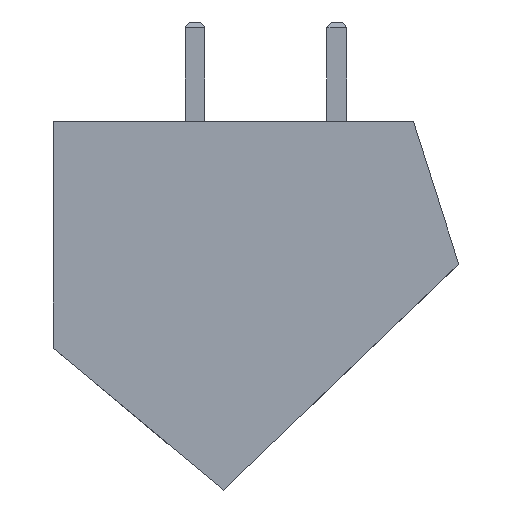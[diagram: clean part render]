
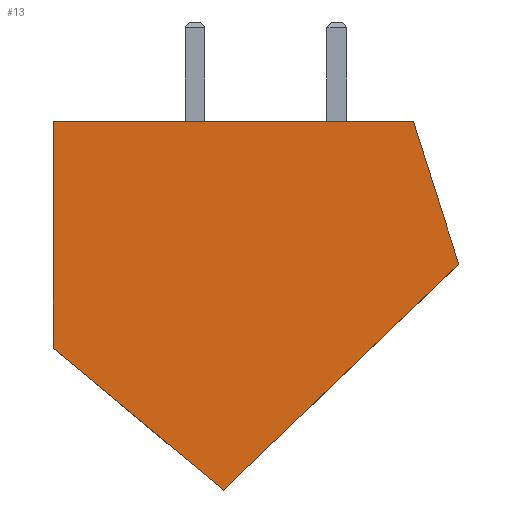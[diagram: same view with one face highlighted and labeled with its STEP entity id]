
A CAD part, left-side view. The second image highlights one B-rep face of the part: STEP entity #13.
In plain terms, the highlighted planar face has unit normal (-1, 0, 0).
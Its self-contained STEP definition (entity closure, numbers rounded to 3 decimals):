
#13 = ADVANCED_FACE ( 'NONE', ( #715 ), #593, .T. ) ;
#183 = DIRECTION ( 'NONE',  ( 0., 0.953, -0.303 ) ) ;
#295 = DIRECTION ( 'NONE',  ( -1., 0., 0. ) ) ;
#306 = LINE ( 'NONE', #606, #1357 ) ;
#363 = DIRECTION ( 'NONE',  ( 0., 0., -1. ) ) ;
#456 = CARTESIAN_POINT ( 'NONE',  ( -2.5, 0., 6.35 ) ) ;
#484 = VECTOR ( 'NONE', #974, 1000. ) ;
#493 = LINE ( 'NONE', #1626, #1751 ) ;
#500 = VERTEX_POINT ( 'NONE', #1711 ) ;
#567 = EDGE_CURVE ( 'NONE', #1695, #670, #1031, .T. ) ;
#593 = PLANE ( 'NONE',  #1083 ) ;
#606 = CARTESIAN_POINT ( 'NONE',  ( -2.5, 5.04, -7.95 ) ) ;
#670 = VERTEX_POINT ( 'NONE', #1073 ) ;
#672 = DIRECTION ( 'NONE',  ( 0., -0.64, 0.768 ) ) ;
#693 = EDGE_CURVE ( 'NONE', #670, #1253, #493, .T. ) ;
#715 = FACE_OUTER_BOUND ( 'NONE', #1136, .T. ) ;
#809 = CARTESIAN_POINT ( 'NONE',  ( -2.5, 8., 6.35 ) ) ;
#834 = ORIENTED_EDGE ( 'NONE', *, *, #1367, .F. ) ;
#841 = DIRECTION ( 'NONE',  ( 0., -1., 0. ) ) ;
#870 = CARTESIAN_POINT ( 'NONE',  ( -2.5, 13., 0.35 ) ) ;
#872 = EDGE_CURVE ( 'NONE', #1330, #1695, #944, .T. ) ;
#933 = ORIENTED_EDGE ( 'NONE', *, *, #693, .F. ) ;
#944 = LINE ( 'NONE', #809, #1205 ) ;
#974 = DIRECTION ( 'NONE',  ( 0., 0.692, 0.722 ) ) ;
#1008 = DIRECTION ( 'NONE',  ( 0., 0., 1. ) ) ;
#1024 = VECTOR ( 'NONE', #841, 1000. ) ;
#1031 = LINE ( 'NONE', #456, #1024 ) ;
#1069 = ORIENTED_EDGE ( 'NONE', *, *, #567, .F. ) ;
#1070 = CARTESIAN_POINT ( 'NONE',  ( -2.5, 0., -6.35 ) ) ;
#1073 = CARTESIAN_POINT ( 'NONE',  ( -2.5, 0., 6.35 ) ) ;
#1083 = AXIS2_PLACEMENT_3D ( 'NONE', #1678, #295, #1008 ) ;
#1107 = ORIENTED_EDGE ( 'NONE', *, *, #1124, .F. ) ;
#1124 = EDGE_CURVE ( 'NONE', #1253, #500, #306, .T. ) ;
#1136 = EDGE_LOOP ( 'NONE', ( #1069, #1336, #834, #1107, #933 ) ) ;
#1205 = VECTOR ( 'NONE', #672, 1000. ) ;
#1253 = VERTEX_POINT ( 'NONE', #1070 ) ;
#1275 = LINE ( 'NONE', #870, #484 ) ;
#1330 = VERTEX_POINT ( 'NONE', #1507 ) ;
#1336 = ORIENTED_EDGE ( 'NONE', *, *, #872, .F. ) ;
#1357 = VECTOR ( 'NONE', #183, 1000. ) ;
#1367 = EDGE_CURVE ( 'NONE', #500, #1330, #1275, .T. ) ;
#1452 = CARTESIAN_POINT ( 'NONE',  ( -2.5, 8., 6.35 ) ) ;
#1507 = CARTESIAN_POINT ( 'NONE',  ( -2.5, 13., 0.35 ) ) ;
#1626 = CARTESIAN_POINT ( 'NONE',  ( -2.5, 0., 6.35 ) ) ;
#1678 = CARTESIAN_POINT ( 'NONE',  ( -2.5, 0., 0. ) ) ;
#1695 = VERTEX_POINT ( 'NONE', #1452 ) ;
#1711 = CARTESIAN_POINT ( 'NONE',  ( -2.5, 5.04, -7.95 ) ) ;
#1751 = VECTOR ( 'NONE', #363, 1000. ) ;
